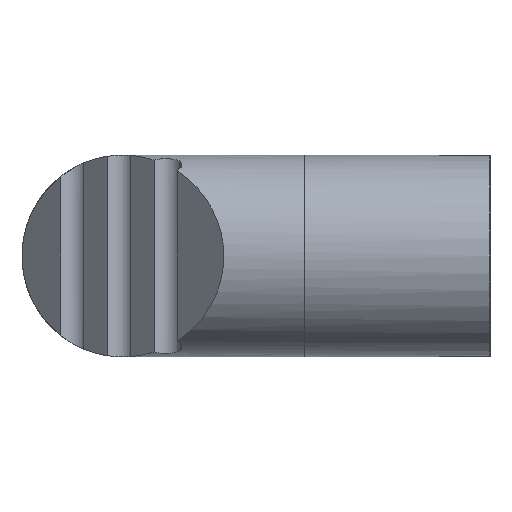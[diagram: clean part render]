
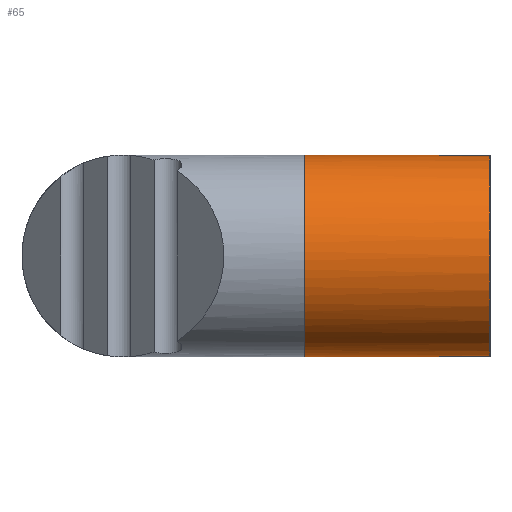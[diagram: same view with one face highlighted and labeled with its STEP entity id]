
A CAD part, left-side view. The second image highlights one B-rep face of the part: STEP entity #65.
In plain terms, the highlighted cylindrical face has radius 12.5 mm (diameter 25 mm), a full revolution.
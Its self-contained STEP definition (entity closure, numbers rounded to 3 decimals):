
#65 = ADVANCED_FACE( '', ( #164, #165 ), #166, .T. );
#164 = FACE_OUTER_BOUND( '', #305, .T. );
#165 = FACE_OUTER_BOUND( '', #306, .T. );
#166 = CYLINDRICAL_SURFACE( '', #307, 12.5 );
#305 = EDGE_LOOP( '', ( #440, #441 ) );
#306 = EDGE_LOOP( '', ( #442 ) );
#307 = AXIS2_PLACEMENT_3D( '', #443, #444, #445 );
#440 = ORIENTED_EDGE( '', *, *, #786, .F. );
#441 = ORIENTED_EDGE( '', *, *, #787, .F. );
#442 = ORIENTED_EDGE( '', *, *, #788, .T. );
#443 = CARTESIAN_POINT( '', ( 12.5, 23., 0. ) );
#444 = DIRECTION( '', ( 0., 1., 0. ) );
#445 = DIRECTION( '', ( 0., 0., -1. ) );
#786 = EDGE_CURVE( '', #919, #920, #921, .T. );
#787 = EDGE_CURVE( '', #920, #919, #922, .T. );
#788 = EDGE_CURVE( '', #923, #923, #924, .T. );
#919 = VERTEX_POINT( '', #1110 );
#920 = VERTEX_POINT( '', #1111 );
#921 = CIRCLE( '', #1112, 12.5 );
#922 = CIRCLE( '', #1113, 12.5 );
#923 = VERTEX_POINT( '', #1114 );
#924 = CIRCLE( '', #1115, 12.5 );
#1110 = CARTESIAN_POINT( '', ( 12.5, 23., -12.5 ) );
#1111 = CARTESIAN_POINT( '', ( 12.5, 23., 12.5 ) );
#1112 = AXIS2_PLACEMENT_3D( '', #1600, #1601, #1602 );
#1113 = AXIS2_PLACEMENT_3D( '', #1603, #1604, #1605 );
#1114 = CARTESIAN_POINT( '', ( 25., 0., 0. ) );
#1115 = AXIS2_PLACEMENT_3D( '', #1606, #1607, #1608 );
#1600 = CARTESIAN_POINT( '', ( 12.5, 23., 0. ) );
#1601 = DIRECTION( '', ( 0., 1., 0. ) );
#1602 = DIRECTION( '', ( 1., 0., 0. ) );
#1603 = CARTESIAN_POINT( '', ( 12.5, 23., 0. ) );
#1604 = DIRECTION( '', ( 0., 1., 0. ) );
#1605 = DIRECTION( '', ( 1., 0., 0. ) );
#1606 = CARTESIAN_POINT( '', ( 12.5, 0., 0. ) );
#1607 = DIRECTION( '', ( 0., 1., 0. ) );
#1608 = DIRECTION( '', ( 1., 0., 0. ) );
